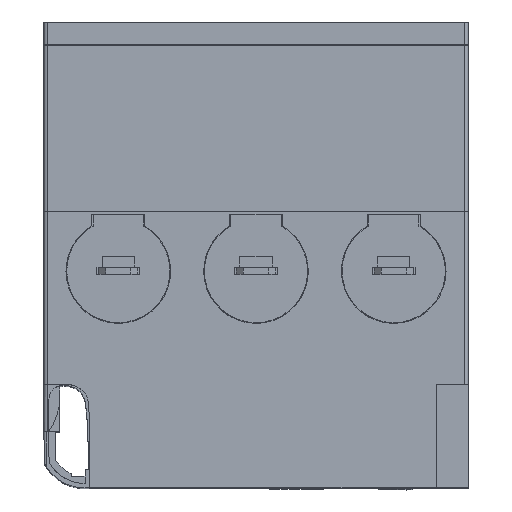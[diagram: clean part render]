
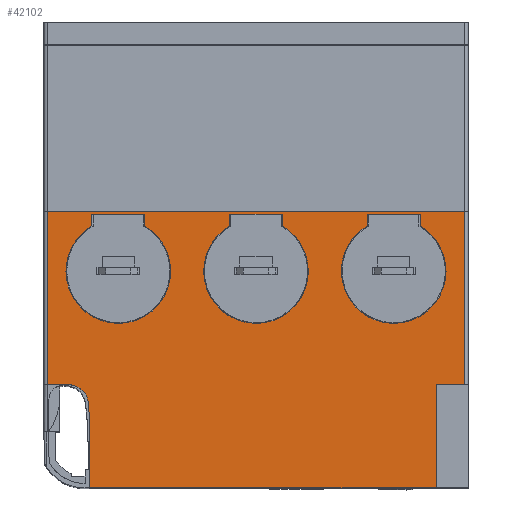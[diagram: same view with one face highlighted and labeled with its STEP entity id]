
A CAD part, top view. The second image highlights one B-rep face of the part: STEP entity #42102.
In plain terms, the highlighted planar face has unit normal (0, 0, 1).
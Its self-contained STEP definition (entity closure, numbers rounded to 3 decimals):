
#15428=VERTEX_POINT('',#45031);
#16316=EDGE_CURVE('',#31278,#43250,#46005,.T.);
#16790=VERTEX_POINT('',#46531);
#16838=EDGE_CURVE('',#35674,#29594,#46584,.T.);
#17042=VERTEX_POINT('',#46806);
#19042=VERTEX_POINT('',#49006);
#19176=VERTEX_POINT('',#49148);
#19558=EDGE_CURVE('',#36502,#28748,#49558,.T.);
#19722=EDGE_CURVE('',#21270,#40176,#49737,.T.);
#19788=EDGE_CURVE('',#19042,#27536,#49807,.T.);
#19942=EDGE_CURVE('',#42480,#21864,#49972,.T.);
#21150=EDGE_CURVE('',#29594,#27054,#51274,.T.);
#21270=VERTEX_POINT('',#51410);
#21850=EDGE_CURVE('',#27938,#41944,#52040,.T.);
#21864=VERTEX_POINT('',#52055);
#22410=EDGE_CURVE('',#34620,#19176,#52643,.T.);
#22942=EDGE_CURVE('',#33926,#36502,#53213,.T.);
#23008=EDGE_CURVE('',#34924,#23576,#53283,.T.);
#23224=EDGE_CURVE('',#27054,#34924,#53525,.T.);
#23576=VERTEX_POINT('',#53902);
#24688=EDGE_CURVE('',#16790,#17042,#55104,.T.);
#27054=VERTEX_POINT('',#57710);
#27256=EDGE_CURVE('',#17042,#33926,#57929,.T.);
#27536=VERTEX_POINT('',#58239);
#27684=EDGE_CURVE('',#34110,#19042,#58400,.T.);
#27938=VERTEX_POINT('',#58676);
#28428=EDGE_CURVE('',#15428,#42480,#59234,.T.);
#28748=VERTEX_POINT('',#59593);
#28814=EDGE_CURVE('',#19176,#43250,#59669,.T.);
#29594=VERTEX_POINT('',#60546);
#31278=VERTEX_POINT('',#62419);
#33078=EDGE_CURVE('',#36030,#34110,#64411,.T.);
#33478=EDGE_CURVE('',#27536,#34620,#64863,.T.);
#33612=EDGE_CURVE('',#40176,#36030,#65009,.T.);
#33926=VERTEX_POINT('',#65361);
#34110=VERTEX_POINT('',#65563);
#34620=VERTEX_POINT('',#66116);
#34924=VERTEX_POINT('',#66441);
#35674=VERTEX_POINT('',#67260);
#36030=VERTEX_POINT('',#67667);
#36034=EDGE_CURVE('',#21864,#27938,#67671,.T.);
#36502=VERTEX_POINT('',#68183);
#39254=EDGE_CURVE('',#41944,#15428,#71180,.T.);
#40176=VERTEX_POINT('',#72187);
#40362=EDGE_CURVE('',#21270,#31278,#72387,.T.);
#40608=EDGE_CURVE('',#23576,#35674,#72652,.T.);
#41944=VERTEX_POINT('',#74132);
#42102=ADVANCED_FACE('',(#74301,#74302,#74303,#74304),#74305,.T.);
#42480=VERTEX_POINT('',#74726);
#42534=EDGE_CURVE('',#28748,#16790,#74785,.T.);
#43250=VERTEX_POINT('',#75578);
#45031=CARTESIAN_POINT('',(-48.5,-128.187,127.795));
#46005=LINE('',#79553,#79554);
#46531=CARTESIAN_POINT('',(11.5,-128.187,127.795));
#46584=CIRCLE('',#80485,22.8);
#46806=CARTESIAN_POINT('',(-11.5,-88.813,127.795));
#49006=CARTESIAN_POINT('',(-72.5,-203.0,127.795));
#49148=CARTESIAN_POINT('',(90.995,-158.0,127.795));
#49558=LINE('',#85517,#85518);
#49737=LINE('',#85765,#85766);
#49807=LINE('',#85864,#85865);
#49972=LINE('',#86110,#86111);
#51274=LINE('',#88254,#88255);
#51410=CARTESIAN_POINT('',(-90.995,-158.0,127.795));
#52040=LINE('',#89445,#89446);
#52055=CARTESIAN_POINT('',(-71.5,-83.75,127.795));
#52643=LINE('',#90451,#90452);
#53213=LINE('',#91508,#91509);
#53283=LINE('',#91615,#91616);
#53525=LINE('',#91978,#91979);
#53902=CARTESIAN_POINT('',(71.5,-88.813,127.795));
#55104=CIRCLE('',#94752,22.8);
#57710=CARTESIAN_POINT('',(48.5,-83.75,127.795));
#57929=LINE('',#99390,#99391);
#58239=CARTESIAN_POINT('',(78.5,-203.0,127.795));
#58400=LINE('',#100062,#100063);
#58676=CARTESIAN_POINT('',(-48.5,-83.75,127.795));
#59234=CIRCLE('',#101452,22.8);
#59593=CARTESIAN_POINT('',(11.5,-88.813,127.795));
#59669=LINE('',#102094,#102095);
#60546=CARTESIAN_POINT('',(48.5,-88.813,127.795));
#62419=CARTESIAN_POINT('',(-90.995,-82.5,127.795));
#64411=LINE('',#109560,#109561);
#64863=LINE('',#110166,#110167);
#65009=CIRCLE('',#110485,8.75);
#65361=CARTESIAN_POINT('',(-11.5,-83.75,127.795));
#65563=CARTESIAN_POINT('',(-72.5,-174.0,127.795));
#66116=CARTESIAN_POINT('',(78.5,-158.0,127.795));
#66441=CARTESIAN_POINT('',(71.5,-83.75,127.795));
#67260=CARTESIAN_POINT('',(71.5,-128.187,127.795));
#67667=CARTESIAN_POINT('',(-73.04,-166.15,127.795));
#67671=LINE('',#114861,#114862);
#68183=CARTESIAN_POINT('',(11.5,-83.75,127.795));
#71180=CIRCLE('',#120718,22.8);
#72187=CARTESIAN_POINT('',(-81.769,-158.0,127.795));
#72387=LINE('',#122671,#122672);
#72652=CIRCLE('',#123108,22.8);
#74132=CARTESIAN_POINT('',(-48.5,-88.813,127.795));
#74301=FACE_BOUND('',#125631,.T.);
#74302=FACE_BOUND('',#125632,.T.);
#74303=FACE_BOUND('',#125633,.T.);
#74304=FACE_OUTER_BOUND('',#125634,.T.);
#74305=PLANE('',#125635);
#74726=CARTESIAN_POINT('',(-71.5,-88.813,127.795));
#74785=CIRCLE('',#126331,22.8);
#75578=CARTESIAN_POINT('',(90.995,-82.5,127.795));
#79553=CARTESIAN_POINT('',(-90.995,-82.5,127.795));
#79554=VECTOR('',#131194,1.0);
#80485=AXIS2_PLACEMENT_3D('',#131844,#131845,#131846);
#85517=CARTESIAN_POINT('',(11.5,-145.906,127.795));
#85518=VECTOR('',#135053,1.0);
#85765=CARTESIAN_POINT('',(-86.382,-158.0,127.795));
#85766=VECTOR('',#135238,1.0);
#85864=CARTESIAN_POINT('',(-90.995,-203.0,127.795));
#85865=VECTOR('',#135293,1.0);
#86110=CARTESIAN_POINT('',(-71.5,-143.375,127.795));
#86111=VECTOR('',#135448,1.0);
#88254=CARTESIAN_POINT('',(48.5,-143.375,127.795));
#88255=VECTOR('',#136670,1.0);
#89445=CARTESIAN_POINT('',(-48.5,-145.906,127.795));
#89446=VECTOR('',#137508,1.0);
#90451=CARTESIAN_POINT('',(2.503,-158.0,127.795));
#90452=VECTOR('',#138062,1.0);
#91508=CARTESIAN_POINT('',(-39.748,-83.75,127.795));
#91509=VECTOR('',#138582,1.0);
#91615=CARTESIAN_POINT('',(71.5,-145.906,127.795));
#91616=VECTOR('',#138641,1.0);
#91978=CARTESIAN_POINT('',(-9.748,-83.75,127.795));
#91979=VECTOR('',#138947,1.0);
#94752=AXIS2_PLACEMENT_3D('',#140489,#140490,#140491);
#99390=CARTESIAN_POINT('',(-11.5,-143.375,127.795));
#99391=VECTOR('',#143437,1.0);
#100062=CARTESIAN_POINT('',(-72.5,-207.6,127.795));
#100063=VECTOR('',#143946,1.0);
#101452=AXIS2_PLACEMENT_3D('',#144975,#144976,#144977);
#102094=CARTESIAN_POINT('',(90.995,-142.75,127.795));
#102095=VECTOR('',#145540,1.0);
#109560=CARTESIAN_POINT('',(-71.551,-187.799,127.795));
#109561=VECTOR('',#151109,1.0);
#110166=CARTESIAN_POINT('',(78.5,-180.5,127.795));
#110167=VECTOR('',#151691,1.0);
#110485=AXIS2_PLACEMENT_3D('',#151846,#151847,#151848);
#114861=CARTESIAN_POINT('',(-69.748,-83.75,127.795));
#114862=VECTOR('',#154812,1.0);
#120718=AXIS2_PLACEMENT_3D('',#158279,#158280,#158281);
#122671=CARTESIAN_POINT('',(-90.995,-142.75,127.795));
#122672=VECTOR('',#159541,1.0);
#123108=AXIS2_PLACEMENT_3D('',#159788,#159789,#159790);
#125631=EDGE_LOOP('',(#161702,#161703,#161704,#161705,#161706));
#125632=EDGE_LOOP('',(#161707,#161708,#161709,#161710,#161711));
#125633=EDGE_LOOP('',(#161712,#161713,#161714,#161715,#161716));
#125634=EDGE_LOOP('',(#161717,#161718,#161719,#161720,#161721,#161722,#161723,#161724,#161725,#161726));
#125635=AXIS2_PLACEMENT_3D('',#161727,#161728,#161729);
#126331=AXIS2_PLACEMENT_3D('',#162243,#162244,#162245);
#131194=DIRECTION('',(1.0,0.0,0.0));
#131844=CARTESIAN_POINT('',(60.0,-108.5,127.795));
#131845=DIRECTION('',(-0.0,0.0,-1.0));
#131846=DIRECTION('',(-0.504,0.863,0.0));
#135053=DIRECTION('',(0.0,-1.0,0.0));
#135238=DIRECTION('',(1.0,0.0,0.0));
#135293=DIRECTION('',(1.0,0.0,0.0));
#135448=DIRECTION('',(0.0,1.0,0.0));
#136670=DIRECTION('',(0.0,1.0,0.0));
#137508=DIRECTION('',(0.0,-1.0,0.0));
#138062=DIRECTION('',(1.0,0.0,0.0));
#138582=DIRECTION('',(1.0,0.0,0.0));
#138641=DIRECTION('',(0.0,-1.0,0.0));
#138947=DIRECTION('',(1.0,0.0,0.0));
#140489=CARTESIAN_POINT('',(0.,-108.5,127.795));
#140490=DIRECTION('',(-0.0,0.0,-1.0));
#140491=DIRECTION('',(-0.504,0.863,0.0));
#143437=DIRECTION('',(0.0,1.0,0.0));
#143946=DIRECTION('',(0.0,-1.0,0.0));
#144975=CARTESIAN_POINT('',(-60.0,-108.5,127.795));
#144976=DIRECTION('',(-0.0,0.0,-1.0));
#144977=DIRECTION('',(-0.504,0.863,0.0));
#145540=DIRECTION('',(0.0,1.0,0.0));
#151109=DIRECTION('',(0.069,-0.998,0.0));
#151691=DIRECTION('',(0.0,1.0,-0.0));
#151846=CARTESIAN_POINT('',(-81.769,-166.75,127.795));
#151847=DIRECTION('',(0.0,0.0,-1.0));
#151848=DIRECTION('',(0.998,0.069,0.0));
#154812=DIRECTION('',(1.0,0.0,0.0));
#158279=CARTESIAN_POINT('',(-60.0,-108.5,127.795));
#158280=DIRECTION('',(-0.0,0.0,-1.0));
#158281=DIRECTION('',(-0.504,0.863,0.0));
#159541=DIRECTION('',(0.0,1.0,0.0));
#159788=CARTESIAN_POINT('',(60.0,-108.5,127.795));
#159789=DIRECTION('',(-0.0,0.0,-1.0));
#159790=DIRECTION('',(-0.504,0.863,0.0));
#161702=ORIENTED_EDGE('',*,*,#21150,.T.);
#161703=ORIENTED_EDGE('',*,*,#23224,.T.);
#161704=ORIENTED_EDGE('',*,*,#23008,.T.);
#161705=ORIENTED_EDGE('',*,*,#40608,.T.);
#161706=ORIENTED_EDGE('',*,*,#16838,.T.);
#161707=ORIENTED_EDGE('',*,*,#27256,.T.);
#161708=ORIENTED_EDGE('',*,*,#22942,.T.);
#161709=ORIENTED_EDGE('',*,*,#19558,.T.);
#161710=ORIENTED_EDGE('',*,*,#42534,.T.);
#161711=ORIENTED_EDGE('',*,*,#24688,.T.);
#161712=ORIENTED_EDGE('',*,*,#19942,.T.);
#161713=ORIENTED_EDGE('',*,*,#36034,.T.);
#161714=ORIENTED_EDGE('',*,*,#21850,.T.);
#161715=ORIENTED_EDGE('',*,*,#39254,.T.);
#161716=ORIENTED_EDGE('',*,*,#28428,.T.);
#161717=ORIENTED_EDGE('',*,*,#16316,.F.);
#161718=ORIENTED_EDGE('',*,*,#40362,.F.);
#161719=ORIENTED_EDGE('',*,*,#19722,.T.);
#161720=ORIENTED_EDGE('',*,*,#33612,.T.);
#161721=ORIENTED_EDGE('',*,*,#33078,.T.);
#161722=ORIENTED_EDGE('',*,*,#27684,.T.);
#161723=ORIENTED_EDGE('',*,*,#19788,.T.);
#161724=ORIENTED_EDGE('',*,*,#33478,.T.);
#161725=ORIENTED_EDGE('',*,*,#22410,.T.);
#161726=ORIENTED_EDGE('',*,*,#28814,.T.);
#161727=CARTESIAN_POINT('',(-90.995,-203.0,127.795));
#161728=DIRECTION('',(0.0,0.0,1.0));
#161729=DIRECTION('',(0.0,-1.0,0.0));
#162243=CARTESIAN_POINT('',(0.,-108.5,127.795));
#162244=DIRECTION('',(-0.0,0.0,-1.0));
#162245=DIRECTION('',(-0.504,0.863,0.0));
